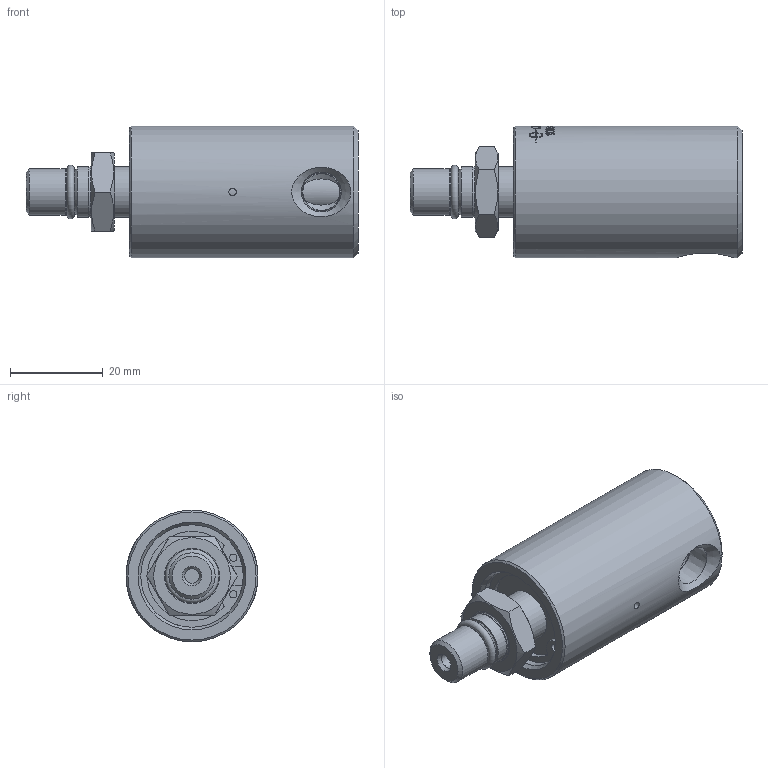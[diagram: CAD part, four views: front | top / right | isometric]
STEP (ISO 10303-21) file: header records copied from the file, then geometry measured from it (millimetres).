
FILE_DESCRIPTION(/* description */ (''),/* implementation_level */ '2;1');
FILE_NAME(/* name */ '1005-095-045-IC.stp',/* time_stamp */ '2020-05-13T12:52:26-05:00',/* author */ ('Moorera'),/* organization */ (''),/* preprocessor_version */ 'ST-DEVELOPER v18.1',/* originating_system */ 'Autodesk Inventor 2020',/* authorisation */ '');
FILE_SCHEMA (('AUTOMOTIVE_DESIGN { 1 0 10303 214 3 1 1 }'));
Products named in the file (1): 1005-095-045-IC
Bounding box: 71.48 x 28.37 x 28.37 mm (x, y, z)
Volume: 31868.4 mm3; surface area: 8254.1 mm2
Topology: 2 solids, 2 shells, 365 faces, 972 edges, 651 vertices
Faces by surface type: bspline 189, plane 103, cylinder 55, cone 15, torus 3
Full cylindrical faces by diameter (mm): 1.575 x2, 1.6 x1, 3.2 x1, 7.6 x1, 7.95 x1, 9.974 x1, 11 x2, 22.07 x1, 23.3 x1, 28.37 x1
Entity records: 54982 total; most frequent: CARTESIAN_POINT 46642, ORIENTED_EDGE 1944, DIRECTION 1265, EDGE_CURVE 972, VERTEX_POINT 651, AXIS2_PLACEMENT_3D 453, EDGE_LOOP 411, FACE_OUTER_BOUND 365
